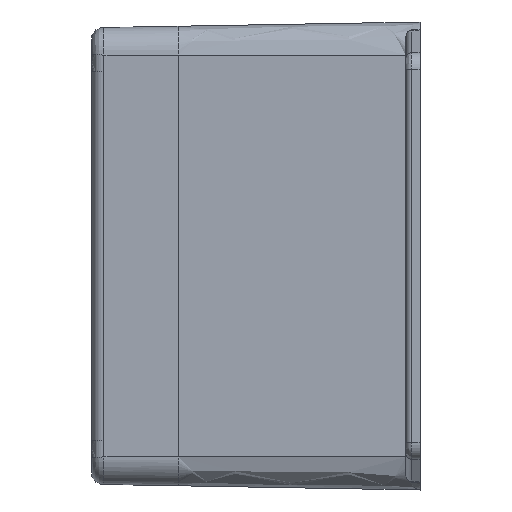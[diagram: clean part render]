
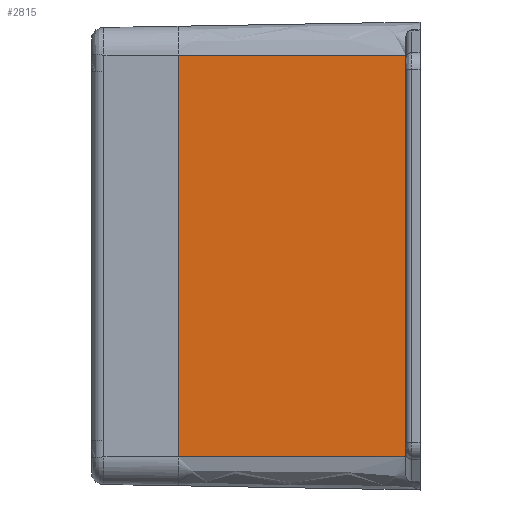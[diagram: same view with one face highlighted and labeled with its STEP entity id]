
A CAD part, left-side view. The second image highlights one B-rep face of the part: STEP entity #2815.
In plain terms, the highlighted planar face has unit normal (-1, 0.018, 0).
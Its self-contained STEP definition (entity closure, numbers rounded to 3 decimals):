
#250 = ORIENTED_EDGE ( 'NONE', *, *, #740, .T. ) ;
#740 = EDGE_CURVE ( 'NONE', #6153, #10001, #12459, .T. ) ;
#973 = DIRECTION ( 'NONE',  ( 0., 0., 1. ) ) ;
#1189 = LINE ( 'NONE', #1932, #5563 ) ;
#1220 = ORIENTED_EDGE ( 'NONE', *, *, #8884, .T. ) ;
#1617 = VECTOR ( 'NONE', #973, 1000. ) ;
#1932 = CARTESIAN_POINT ( 'NONE',  ( -62.25, 25., -34.901 ) ) ;
#2815 = ADVANCED_FACE ( 'NONE', ( #16655 ), #18108, .T. ) ;
#3428 = CARTESIAN_POINT ( 'NONE',  ( -62.25, 25., -34.901 ) ) ;
#5026 = AXIS2_PLACEMENT_3D ( 'NONE', #3428, #14870, #5035 ) ;
#5035 = DIRECTION ( 'NONE',  ( -0.017, -1., 0. ) ) ;
#5563 = VECTOR ( 'NONE', #14983, 1000. ) ;
#5647 = VECTOR ( 'NONE', #7370, 1000. ) ;
#5715 = CARTESIAN_POINT ( 'NONE',  ( -62.69, -0.2, 34.901 ) ) ;
#6153 = VERTEX_POINT ( 'NONE', #14275 ) ;
#6346 = EDGE_CURVE ( 'NONE', #20594, #6153, #1189, .T. ) ;
#7308 = CARTESIAN_POINT ( 'NONE',  ( -62.939, -14.5, -34.901 ) ) ;
#7370 = DIRECTION ( 'NONE',  ( 0.017, 1., 0. ) ) ;
#7461 = CARTESIAN_POINT ( 'NONE',  ( -62.939, -14.5, 0. ) ) ;
#8405 = ORIENTED_EDGE ( 'NONE', *, *, #15616, .T. ) ;
#8884 = EDGE_CURVE ( 'NONE', #19918, #20594, #10552, .T. ) ;
#9130 = CARTESIAN_POINT ( 'NONE',  ( -62.939, -14.5, 34.901 ) ) ;
#10001 = VERTEX_POINT ( 'NONE', #7308 ) ;
#10552 = LINE ( 'NONE', #5715, #5647 ) ;
#12290 = EDGE_LOOP ( 'NONE', ( #18439, #250, #8405, #1220 ) ) ;
#12459 = LINE ( 'NONE', #14214, #16822 ) ;
#13949 = DIRECTION ( 'NONE',  ( -0.017, -1., 0. ) ) ;
#14214 = CARTESIAN_POINT ( 'NONE',  ( -62.69, -0.2, -34.901 ) ) ;
#14275 = CARTESIAN_POINT ( 'NONE',  ( -62.25, 25., -34.901 ) ) ;
#14870 = DIRECTION ( 'NONE',  ( -1., 0.017, 0. ) ) ;
#14983 = DIRECTION ( 'NONE',  ( 0., 0., -1. ) ) ;
#15616 = EDGE_CURVE ( 'NONE', #10001, #19918, #18563, .T. ) ;
#16655 = FACE_OUTER_BOUND ( 'NONE', #12290, .T. ) ;
#16822 = VECTOR ( 'NONE', #13949, 1000. ) ;
#18108 = PLANE ( 'NONE',  #5026 ) ;
#18439 = ORIENTED_EDGE ( 'NONE', *, *, #6346, .T. ) ;
#18563 = LINE ( 'NONE', #7461, #1617 ) ;
#19092 = CARTESIAN_POINT ( 'NONE',  ( -62.25, 25., 34.901 ) ) ;
#19918 = VERTEX_POINT ( 'NONE', #9130 ) ;
#20594 = VERTEX_POINT ( 'NONE', #19092 ) ;
